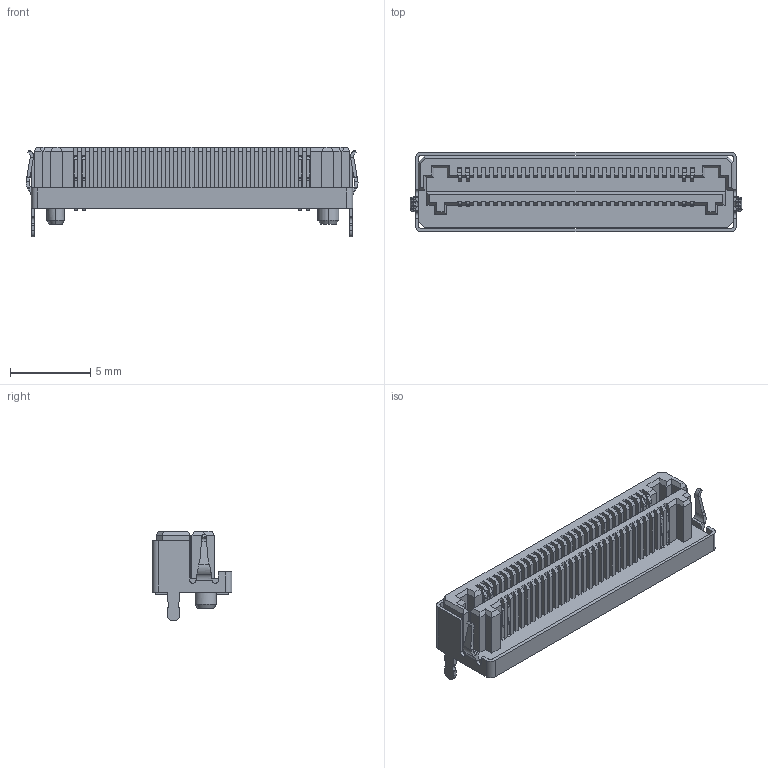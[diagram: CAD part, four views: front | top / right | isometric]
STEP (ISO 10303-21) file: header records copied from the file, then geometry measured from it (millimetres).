
FILE_DESCRIPTION((''),'2;1');
FILE_NAME('SAMTEC_LSHM-130-02.5-F-DV-A-S-TR.stp','2015-07-08T11:35:57',(''),(''),'Mechanical Desktop 2011','Mechanical Desktop 2011',', , ');
FILE_SCHEMA(('AUTOMOTIVE_DESIGN { 1 2 10303 214 1 1 1 1 }'));
Length unit declared in the file: millimetre
Products named in the file (1): Product
Bounding box: 20.7 x 4.98 x 5.6 mm (x, y, z)
Volume: 204.7 mm3; surface area: 903.7 mm2
Topology: 22 solids, 22 shells, 727 faces, 2008 edges, 1327 vertices
Faces by surface type: plane 575, cylinder 126, bspline 24, cone 2
Entity records: 23875 total; most frequent: CARTESIAN_POINT 5263, ORIENTED_EDGE 4014, DIRECTION 3584, EDGE_CURVE 2007, VECTOR 1686, LINE 1686, VERTEX_POINT 1325, AXIS2_PLACEMENT_3D 949
